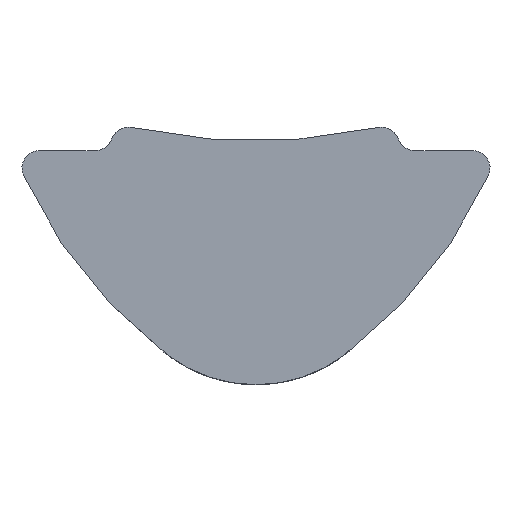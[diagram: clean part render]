
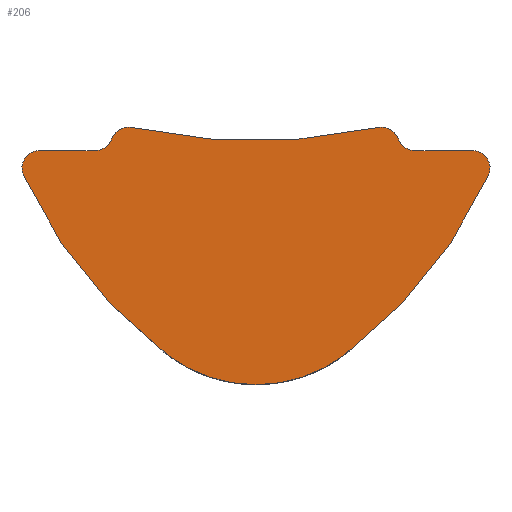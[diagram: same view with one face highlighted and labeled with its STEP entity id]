
A CAD part, front view. The second image highlights one B-rep face of the part: STEP entity #206.
In plain terms, the highlighted planar face has unit normal (0, -1, 0).
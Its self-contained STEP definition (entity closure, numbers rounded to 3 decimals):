
#142=VERTEX_POINT('',#382);
#170=EDGE_CURVE('',#212,#260,#410,.T.);
#182=EDGE_CURVE('',#260,#252,#424,.T.);
#194=EDGE_CURVE('',#324,#294,#438,.T.);
#198=EDGE_CURVE('',#234,#316,#442,.T.);
#200=EDGE_CURVE('',#226,#142,#444,.T.);
#206=ADVANCED_FACE('',(#450),#451,.T.);
#212=VERTEX_POINT('',#457);
#218=EDGE_CURVE('',#142,#326,#463,.T.);
#226=VERTEX_POINT('',#472);
#234=VERTEX_POINT('',#481);
#240=EDGE_CURVE('',#288,#226,#488,.T.);
#242=VERTEX_POINT('',#490);
#252=VERTEX_POINT('',#502);
#256=EDGE_CURVE('',#326,#212,#506,.T.);
#260=VERTEX_POINT('',#510);
#264=EDGE_CURVE('',#242,#270,#514,.T.);
#266=EDGE_CURVE('',#294,#288,#516,.T.);
#270=VERTEX_POINT('',#520);
#276=EDGE_CURVE('',#348,#234,#526,.T.);
#288=VERTEX_POINT('',#538);
#290=EDGE_CURVE('',#252,#348,#540,.T.);
#294=VERTEX_POINT('',#544);
#316=VERTEX_POINT('',#571);
#318=EDGE_CURVE('',#316,#242,#573,.T.);
#324=VERTEX_POINT('',#582);
#326=VERTEX_POINT('',#584);
#340=EDGE_CURVE('',#270,#324,#599,.T.);
#348=VERTEX_POINT('',#608);
#382=CARTESIAN_POINT('',(3.717,-3.0,-0.167));
#410=CIRCLE('',#707,2.5);
#424=CIRCLE('',#724,8.);
#438=LINE('',#742,#743);
#442=CIRCLE('',#750,0.3);
#444=LINE('',#753,#754);
#450=FACE_OUTER_BOUND('',#761,.T.);
#451=PLANE('',#762);
#457=CARTESIAN_POINT('',(1.52,-3.0,-3.665));
#463=CIRCLE('',#829,0.3);
#472=CARTESIAN_POINT('',(2.733,-3.0,-0.167));
#481=CARTESIAN_POINT('',(-2.733,-3.0,-0.167));
#488=CIRCLE('',#861,0.3);
#490=CARTESIAN_POINT('',(-2.167,-3.0,0.233));
#502=CARTESIAN_POINT('',(-3.956,-3.0,-0.592));
#506=CIRCLE('',#906,8.);
#510=CARTESIAN_POINT('',(-1.485,-3.0,-3.665));
#514=LINE('',#934,#935);
#516=CIRCLE('',#938,0.3);
#520=CARTESIAN_POINT('',(-2.135,-3.0,0.233));
#526=LINE('',#954,#955);
#538=CARTESIAN_POINT('',(2.45,-3.0,0.033));
#540=CIRCLE('',#1023,0.3);
#544=CARTESIAN_POINT('',(2.167,-3.0,0.233));
#571=CARTESIAN_POINT('',(-2.45,-3.0,0.033));
#573=CIRCLE('',#1066,0.3);
#582=CARTESIAN_POINT('',(2.135,-3.0,0.233));
#584=CARTESIAN_POINT('',(3.99,-3.0,-0.592));
#599=CIRCLE('',#1095,9.9);
#608=CARTESIAN_POINT('',(-3.683,-3.0,-0.167));
#707=AXIS2_PLACEMENT_3D('',#1138,#1139,#1140);
#724=AXIS2_PLACEMENT_3D('',#1168,#1169,#1170);
#742=CARTESIAN_POINT('',(2.135,-3.0,0.233));
#743=VECTOR('',#1193,1.0);
#750=AXIS2_PLACEMENT_3D('',#1195,#1196,#1197);
#753=CARTESIAN_POINT('',(2.733,-3.0,-0.167));
#754=VECTOR('',#1198,1.0);
#761=EDGE_LOOP('',(#1203,#1204,#1205,#1206,#1207,#1208,#1209,#1210,#1211,#1212,#1213,#1214,#1215,#1216));
#762=AXIS2_PLACEMENT_3D('',#1217,#1218,#1219);
#829=AXIS2_PLACEMENT_3D('',#1221,#1222,#1223);
#861=AXIS2_PLACEMENT_3D('',#1253,#1254,#1255);
#906=AXIS2_PLACEMENT_3D('',#1275,#1276,#1277);
#934=CARTESIAN_POINT('',(-2.167,-3.0,0.233));
#935=VECTOR('',#1281,1.0);
#938=AXIS2_PLACEMENT_3D('',#1282,#1283,#1284);
#954=CARTESIAN_POINT('',(-3.683,-3.0,-0.167));
#955=VECTOR('',#1290,1.0);
#1023=AXIS2_PLACEMENT_3D('',#1296,#1297,#1298);
#1066=AXIS2_PLACEMENT_3D('',#1351,#1352,#1353);
#1095=AXIS2_PLACEMENT_3D('',#1382,#1383,#1384);
#1138=CARTESIAN_POINT('',(0.017,-3.0,-1.667));
#1139=DIRECTION('',(0.0,1.0,-0.0));
#1140=DIRECTION('',(-0.601,-0.0,-0.799));
#1168=CARTESIAN_POINT('',(3.323,-3.0,2.729));
#1169=DIRECTION('',(0.0,1.0,-0.0));
#1170=DIRECTION('',(-0.91,-0.0,-0.415));
#1193=DIRECTION('',(1.0,0.0,0.));
#1195=CARTESIAN_POINT('',(-2.733,-3.0,0.133));
#1196=DIRECTION('',(0.0,-1.0,0.0));
#1197=DIRECTION('',(0.,0.0,-1.));
#1198=DIRECTION('',(1.0,0.0,0.0));
#1203=ORIENTED_EDGE('',*,*,#194,.F.);
#1204=ORIENTED_EDGE('',*,*,#340,.F.);
#1205=ORIENTED_EDGE('',*,*,#264,.F.);
#1206=ORIENTED_EDGE('',*,*,#318,.F.);
#1207=ORIENTED_EDGE('',*,*,#198,.F.);
#1208=ORIENTED_EDGE('',*,*,#276,.F.);
#1209=ORIENTED_EDGE('',*,*,#290,.F.);
#1210=ORIENTED_EDGE('',*,*,#182,.F.);
#1211=ORIENTED_EDGE('',*,*,#170,.F.);
#1212=ORIENTED_EDGE('',*,*,#256,.F.);
#1213=ORIENTED_EDGE('',*,*,#218,.F.);
#1214=ORIENTED_EDGE('',*,*,#200,.F.);
#1215=ORIENTED_EDGE('',*,*,#240,.F.);
#1216=ORIENTED_EDGE('',*,*,#266,.F.);
#1217=CARTESIAN_POINT('',(0.017,-3.0,-1.524));
#1218=DIRECTION('',(0.0,-1.0,0.0));
#1219=DIRECTION('',(1.0,0.0,0.0));
#1221=CARTESIAN_POINT('',(3.717,-3.0,-0.467));
#1222=DIRECTION('',(0.0,1.0,0.0));
#1223=DIRECTION('',(0.91,0.0,-0.415));
#1253=CARTESIAN_POINT('',(2.733,-3.0,0.133));
#1254=DIRECTION('',(0.0,-1.0,-0.0));
#1255=DIRECTION('',(-0.943,0.0,-0.333));
#1275=CARTESIAN_POINT('',(-3.288,-3.0,2.729));
#1276=DIRECTION('',(-0.0,1.0,0.0));
#1277=DIRECTION('',(0.601,0.0,-0.799));
#1281=DIRECTION('',(1.0,0.0,0.0));
#1282=CARTESIAN_POINT('',(2.167,-3.0,-0.067));
#1283=DIRECTION('',(-0.0,1.0,0.0));
#1284=DIRECTION('',(0.943,0.0,0.333));
#1290=DIRECTION('',(1.0,0.0,0.0));
#1296=CARTESIAN_POINT('',(-3.683,-3.0,-0.467));
#1297=DIRECTION('',(-0.0,1.0,0.0));
#1298=DIRECTION('',(0.,0.0,1.0));
#1351=CARTESIAN_POINT('',(-2.167,-3.0,-0.067));
#1352=DIRECTION('',(0.0,1.0,-0.0));
#1353=DIRECTION('',(0.,0.0,1.));
#1382=CARTESIAN_POINT('',(0.,-3.0,9.9));
#1383=DIRECTION('',(0.0,-1.0,-0.0));
#1384=DIRECTION('',(-0.216,0.0,-0.976));
